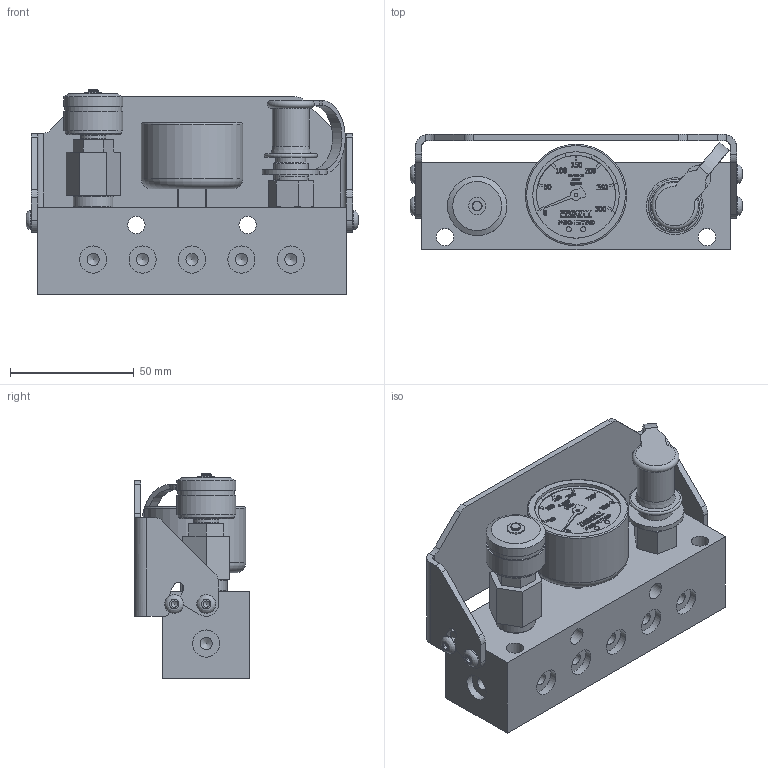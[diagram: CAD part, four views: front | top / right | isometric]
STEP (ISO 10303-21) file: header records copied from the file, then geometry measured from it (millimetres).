
FILE_DESCRIPTION(/* description */ (''),/* implementation_level */ '2;1');
FILE_NAME(/* name */ 'PNP-M06-16STB.stp',/* time_stamp */ '2025-01-06T14:21:48-03:00',/* author */ ('Jefferson'),/* organization */ (''),/* preprocessor_version */ 'ST-DEVELOPER v19',/* originating_system */ 'Autodesk Inventor 2023',/* authorisation */ '');
FILE_SCHEMA (('AUTOMOTIVE_DESIGN { 1 0 10303 214 3 1 1 }'));
Length unit declared in the file: millimetre
Products named in the file (11): PNP-M06-16STB-SD; BLOCO PAINEL PNP-M06-16STB; PROTECAO MICROS; PNK-G1-8-VEX; PNK-R1-2-ER-M; PNK-R1-2-ER-M-ENGATE; PNK-R1-2-ER-M-TAMPA; PNK-MN-40-R1-8-T; PNK-MN-R1-8-40-T-CARCACA; PNK-MN-40-ARTE; ANSI B18.3.4M - M4 x 0.7 x 10(2)
Assembly tree (13 placements, depth 3):
  PNP-M06-16STB-SD
    BLOCO PAINEL PNP-M06-16STB
    PROTECAO MICROS
    PNK-G1-8-VEX
    PNK-R1-2-ER-M
      PNK-R1-2-ER-M-ENGATE
      PNK-R1-2-ER-M-TAMPA
    PNK-MN-40-R1-8-T
      PNK-MN-R1-8-40-T-CARCACA
      PNK-MN-40-ARTE
    ANSI B18.3.4M - M4 x 0.7 x 10(2)  x4
Bounding box: 134.4 x 46.5 x 82.7 mm (x, y, z)
Volume: 215519.5 mm3; surface area: 66826.8 mm2
Topology: 11 solids, 13 shells, 1384 faces, 3577 edges, 2373 vertices
Faces by surface type: plane 710, bspline 468, cylinder 144, cone 48, torus 14
Full cylindrical faces by diameter (mm): 0.881 x1, 1.471 x1, 2 x2, 3.2 x2, 3.242 x4, 3.8 x1, 4 x5, 4.5 x2, 4.917 x16, 5.814 x1, 7 x5, 7.6 x4, 7.95 x2, 8.4 x1, 8.566 x1, 9.728 x1, 9.8 x1, 10.18 x1, 10.5 x2, 11 x18, 11.05 x1, 11.9 x1, 12 x3, 12.7 x1, 14 x3, 15 x1, 16 x1, 22.8 x1, 23 x1, 24 x2
Entity records: 45230 total; most frequent: CARTESIAN_POINT 14498, ORIENTED_EDGE 6890, DIRECTION 4660, EDGE_CURVE 3445, VERTEX_POINT 2301, LINE 2136, VECTOR 2136, EDGE_LOOP 1532
